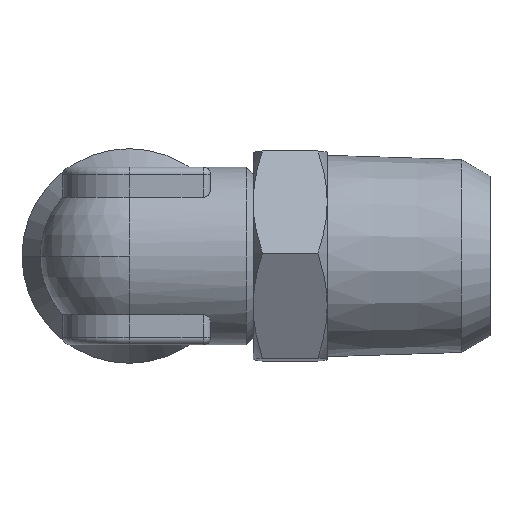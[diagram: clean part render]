
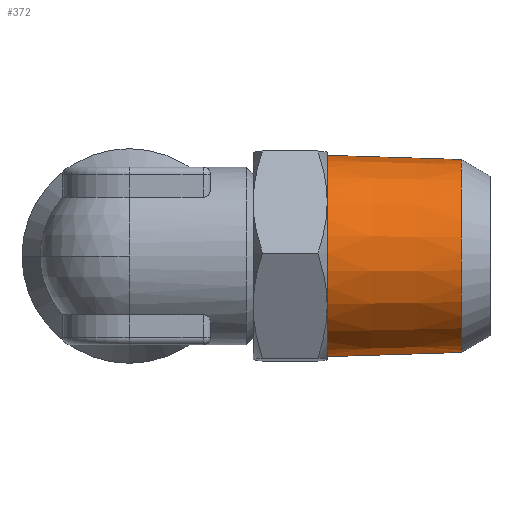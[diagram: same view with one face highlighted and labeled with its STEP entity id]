
A CAD part, left-side view. The second image highlights one B-rep face of the part: STEP entity #372.
In plain terms, the highlighted conical face has half-angle 1.79 degrees and reference radius 6.52 mm.
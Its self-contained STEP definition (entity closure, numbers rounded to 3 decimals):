
#372 = ADVANCED_FACE ( 'NONE', ( #901 ), #910, .T. ) ;
#388 = AXIS2_PLACEMENT_3D ( 'NONE', #1138, #1139, #1147 ) ;
#493 = AXIS2_PLACEMENT_3D ( 'NONE', #2155, #2156, #2157 ) ;
#494 = AXIS2_PLACEMENT_3D ( 'NONE', #2158, #2159, #2160 ) ;
#566 = EDGE_CURVE ( 'NONE', #1280, #1257, #2638, .T. ) ;
#567 = EDGE_CURVE ( 'NONE', #1313, #1317, #2639, .T. ) ;
#857 = EDGE_LOOP ( 'NONE', ( #1885, #1886, #1887, #1888 ) ) ;
#901 = FACE_OUTER_BOUND ( 'NONE', #857, .T. ) ;
#910 = CONICAL_SURFACE ( 'NONE', #388, 6.52, 0.031 ) ;
#1138 = CARTESIAN_POINT ( 'NONE',  ( 0., -8.932, 0. ) ) ;
#1139 = DIRECTION ( 'NONE',  ( 0., 1., 0. ) ) ;
#1147 = DIRECTION ( 'NONE',  ( 0.024, 0., 1. ) ) ;
#1257 = VERTEX_POINT ( 'NONE', #2888 ) ;
#1280 = VERTEX_POINT ( 'NONE', #2922 ) ;
#1313 = VERTEX_POINT ( 'NONE', #2955 ) ;
#1317 = VERTEX_POINT ( 'NONE', #2959 ) ;
#1885 = ORIENTED_EDGE ( 'NONE', *, *, #2027, .F. ) ;
#1886 = ORIENTED_EDGE ( 'NONE', *, *, #566, .F. ) ;
#1887 = ORIENTED_EDGE ( 'NONE', *, *, #2025, .T. ) ;
#1888 = ORIENTED_EDGE ( 'NONE', *, *, #567, .T. ) ;
#2025 = EDGE_CURVE ( 'NONE', #1280, #1313, #2386, .T. ) ;
#2027 = EDGE_CURVE ( 'NONE', #1257, #1317, #2384, .T. ) ;
#2155 = CARTESIAN_POINT ( 'NONE',  ( 0., -8.932, 0. ) ) ;
#2156 = DIRECTION ( 'NONE',  ( 0., -1., 0. ) ) ;
#2157 = DIRECTION ( 'NONE',  ( -0.024, 0., -1. ) ) ;
#2158 = CARTESIAN_POINT ( 'NONE',  ( 0., 0.128, 0. ) ) ;
#2159 = DIRECTION ( 'NONE',  ( 0., -1., 0. ) ) ;
#2160 = DIRECTION ( 'NONE',  ( -0.024, 0., -1. ) ) ;
#2384 = LINE ( 'NONE', #3089, #2391 ) ;
#2386 = LINE ( 'NONE', #3082, #2388 ) ;
#2388 = VECTOR ( 'NONE', #3088, 1000. ) ;
#2391 = VECTOR ( 'NONE', #3084, 1000. ) ;
#2638 = CIRCLE ( 'NONE', #493, 6.52 ) ;
#2639 = CIRCLE ( 'NONE', #494, 6.803 ) ;
#2888 = CARTESIAN_POINT ( 'NONE',  ( -0.158, -8.932, -6.518 ) ) ;
#2922 = CARTESIAN_POINT ( 'NONE',  ( 0.158, -8.932, 6.518 ) ) ;
#2955 = CARTESIAN_POINT ( 'NONE',  ( 0.165, 0.128, 6.801 ) ) ;
#2959 = CARTESIAN_POINT ( 'NONE',  ( -0.165, 0.128, -6.801 ) ) ;
#3082 = CARTESIAN_POINT ( 'NONE',  ( 0.158, -8.932, 6.518 ) ) ;
#3084 = DIRECTION ( 'NONE',  ( -0.001, 1., -0.031 ) ) ;
#3088 = DIRECTION ( 'NONE',  ( 0.001, 1., 0.031 ) ) ;
#3089 = CARTESIAN_POINT ( 'NONE',  ( -0.158, -8.932, -6.518 ) ) ;
